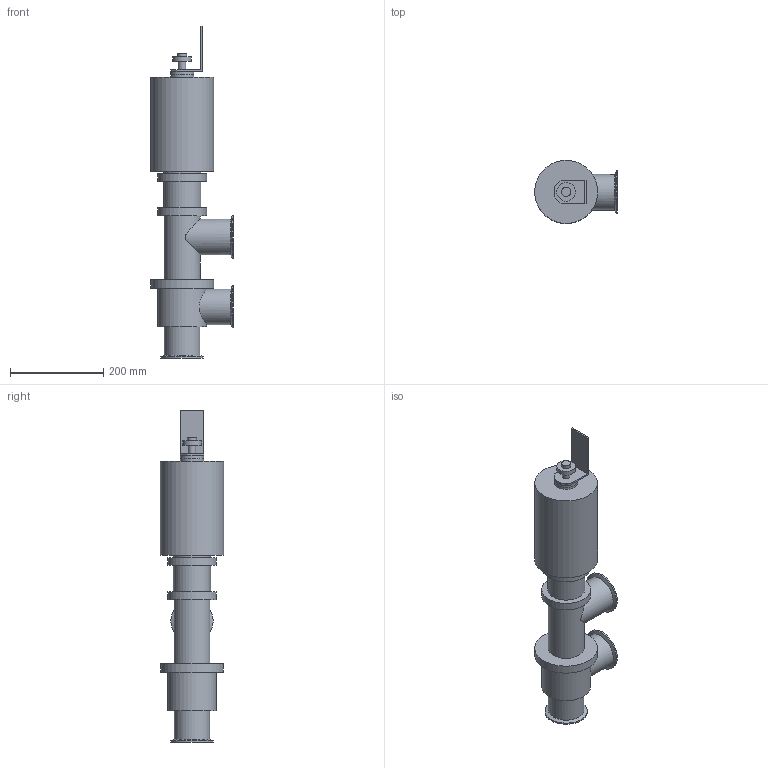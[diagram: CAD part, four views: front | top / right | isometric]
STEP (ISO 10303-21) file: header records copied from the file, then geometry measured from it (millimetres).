
FILE_DESCRIPTION(/* description */ (''),/* implementation_level */ '2;1');
FILE_NAME(/* name */ 'WFC_30.stp',/* time_stamp */ '2021-08-19T17:49:26+09:00',/* author */ ('m'),/* organization */ (''),/* preprocessor_version */ 'ST-DEVELOPER v18.1',/* originating_system */ 'Autodesk Inventor 2021',/* authorisation */ '');
FILE_SCHEMA (('AUTOMOTIVE_DESIGN { 1 0 10303 214 3 1 1 }'));
Length unit declared in the file: millimetre
Products named in the file (3): WFC_30; WF_AUTO; SQLS [SW=0]
Assembly tree (2 placements, depth 2):
  WFC_30
    WF_AUTO
    SQLS [SW=0]
Bounding box: 177.75 x 135.5 x 713.15 mm (x, y, z)
Volume: 5422355.1 mm3; surface area: 398852 mm2
Topology: 3 solids, 3 shells, 57 faces, 106 edges, 68 vertices
Faces by surface type: plane 30, cylinder 24, cone 3
Full cylindrical faces by diameter (mm): 16 x1, 19.5 x1, 40 x1, 50 x2, 72.3 x3, 76.3 x3, 77.3 x1, 80 x2, 91 x3, 105 x3, 135 x1, 135.5 x1
Entity records: 1810 total; most frequent: CARTESIAN_POINT 534, DIRECTION 262, ORIENTED_EDGE 212, EDGE_CURVE 106, AXIS2_PLACEMENT_3D 104, EDGE_LOOP 70, VERTEX_POINT 68, FACE_OUTER_BOUND 57
